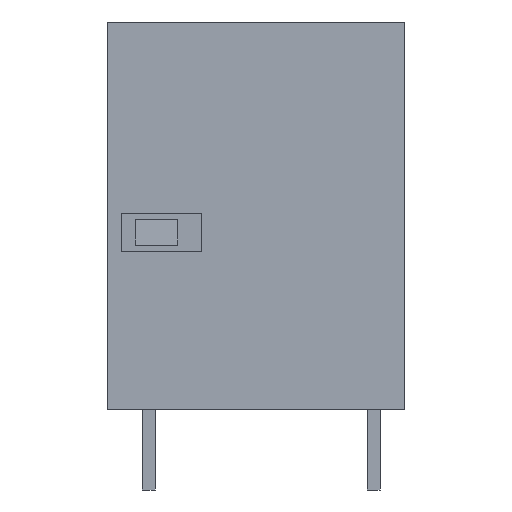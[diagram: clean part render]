
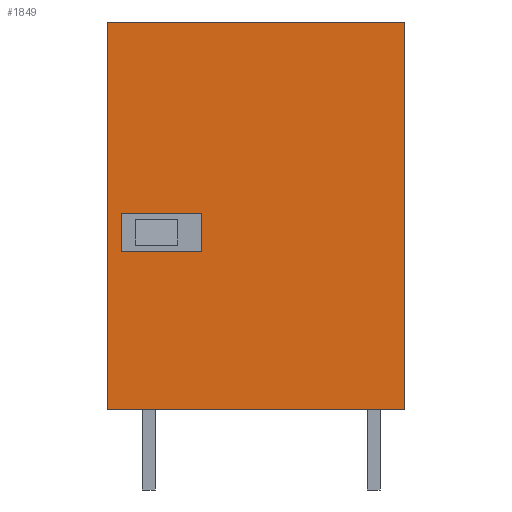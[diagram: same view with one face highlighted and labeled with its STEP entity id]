
A CAD part, left-side view. The second image highlights one B-rep face of the part: STEP entity #1849.
In plain terms, the highlighted planar face has unit normal (-1, 0, 0).
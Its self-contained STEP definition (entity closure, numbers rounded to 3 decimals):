
#1795=AXIS2_PLACEMENT_3D('Plane Axis2P3D',#1792,#1793,#1794) ;
#49=CARTESIAN_POINT('Vertex',(0.,0.,5.)) ;
#52=CARTESIAN_POINT('Line Origine',(0.,9.25,5.)) ;
#56=CARTESIAN_POINT('Vertex',(0.,18.5,5.)) ;
#148=CARTESIAN_POINT('Line Origine',(0.,0.,17.075)) ;
#152=CARTESIAN_POINT('Vertex',(0.,0.,29.15)) ;
#1792=CARTESIAN_POINT('Axis2P3D Location',(0.,18.5,0.)) ;
#1797=CARTESIAN_POINT('Line Origine',(0.,9.25,29.15)) ;
#1801=CARTESIAN_POINT('Vertex',(0.,18.5,29.15)) ;
#1804=CARTESIAN_POINT('Line Origine',(0.,18.5,17.075)) ;
#1815=CARTESIAN_POINT('Line Origine',(0.,15.151,17.25)) ;
#1819=CARTESIAN_POINT('Vertex',(0.,12.651,17.25)) ;
#1821=CARTESIAN_POINT('Vertex',(0.,17.65,17.25)) ;
#1824=CARTESIAN_POINT('Line Origine',(0.,12.651,16.05)) ;
#1828=CARTESIAN_POINT('Vertex',(0.,12.651,14.85)) ;
#1831=CARTESIAN_POINT('Line Origine',(0.,15.151,14.85)) ;
#1835=CARTESIAN_POINT('Vertex',(0.,17.65,14.85)) ;
#1838=CARTESIAN_POINT('Line Origine',(0.,17.65,16.05)) ;
#53=DIRECTION('Vector Direction',(0.,-1.,0.)) ;
#149=DIRECTION('Vector Direction',(0.,0.,-1.)) ;
#1793=DIRECTION('Axis2P3D Direction',(-1.,0.,0.)) ;
#1794=DIRECTION('Axis2P3D XDirection',(0.,-1.,0.)) ;
#1798=DIRECTION('Vector Direction',(0.,1.,0.)) ;
#1805=DIRECTION('Vector Direction',(0.,0.,-1.)) ;
#1816=DIRECTION('Vector Direction',(0.,1.,0.)) ;
#1825=DIRECTION('Vector Direction',(0.,0.,1.)) ;
#1832=DIRECTION('Vector Direction',(0.,-1.,0.)) ;
#1839=DIRECTION('Vector Direction',(0.,0.,-1.)) ;
#54=VECTOR('Line Direction',#53,1.) ;
#150=VECTOR('Line Direction',#149,1.) ;
#1799=VECTOR('Line Direction',#1798,1.) ;
#1806=VECTOR('Line Direction',#1805,1.) ;
#1817=VECTOR('Line Direction',#1816,1.) ;
#1826=VECTOR('Line Direction',#1825,1.) ;
#1833=VECTOR('Line Direction',#1832,1.) ;
#1840=VECTOR('Line Direction',#1839,1.) ;
#1810=ORIENTED_EDGE('',*,*,#1803,.T.) ;
#1811=ORIENTED_EDGE('',*,*,#1808,.T.) ;
#1812=ORIENTED_EDGE('',*,*,#58,.T.) ;
#1813=ORIENTED_EDGE('',*,*,#154,.T.) ;
#1844=ORIENTED_EDGE('',*,*,#1823,.F.) ;
#1845=ORIENTED_EDGE('',*,*,#1830,.F.) ;
#1846=ORIENTED_EDGE('',*,*,#1837,.F.) ;
#1847=ORIENTED_EDGE('',*,*,#1842,.F.) ;
#1848=FACE_BOUND('',#1843,.T.) ;
#1849=ADVANCED_FACE('HOUSING',(#1814,#1848),#1796,.T.) ;
#58=EDGE_CURVE('',#57,#50,#55,.T.) ;
#154=EDGE_CURVE('',#50,#153,#151,.F.) ;
#1803=EDGE_CURVE('',#153,#1802,#1800,.T.) ;
#1808=EDGE_CURVE('',#1802,#57,#1807,.T.) ;
#1823=EDGE_CURVE('',#1820,#1822,#1818,.T.) ;
#1830=EDGE_CURVE('',#1829,#1820,#1827,.T.) ;
#1837=EDGE_CURVE('',#1836,#1829,#1834,.T.) ;
#1842=EDGE_CURVE('',#1822,#1836,#1841,.T.) ;
#1809=EDGE_LOOP('',(#1810,#1811,#1812,#1813)) ;
#1843=EDGE_LOOP('',(#1844,#1845,#1846,#1847)) ;
#1814=FACE_OUTER_BOUND('',#1809,.T.) ;
#55=LINE('Line',#52,#54) ;
#151=LINE('Line',#148,#150) ;
#1800=LINE('Line',#1797,#1799) ;
#1807=LINE('Line',#1804,#1806) ;
#1818=LINE('Line',#1815,#1817) ;
#1827=LINE('Line',#1824,#1826) ;
#1834=LINE('Line',#1831,#1833) ;
#1841=LINE('Line',#1838,#1840) ;
#1796=PLANE('',#1795) ;
#50=VERTEX_POINT('',#49) ;
#57=VERTEX_POINT('',#56) ;
#153=VERTEX_POINT('',#152) ;
#1802=VERTEX_POINT('',#1801) ;
#1820=VERTEX_POINT('',#1819) ;
#1822=VERTEX_POINT('',#1821) ;
#1829=VERTEX_POINT('',#1828) ;
#1836=VERTEX_POINT('',#1835) ;
